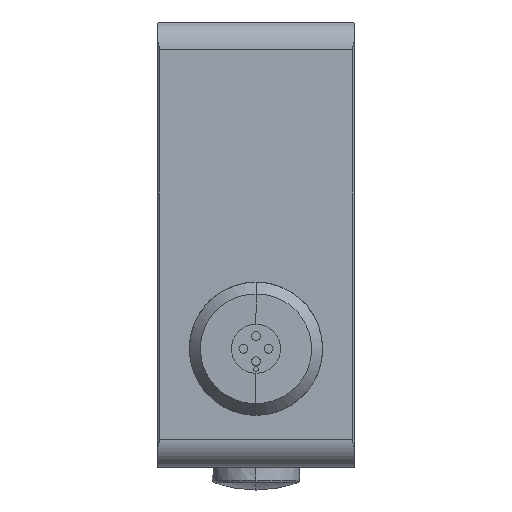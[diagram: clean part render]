
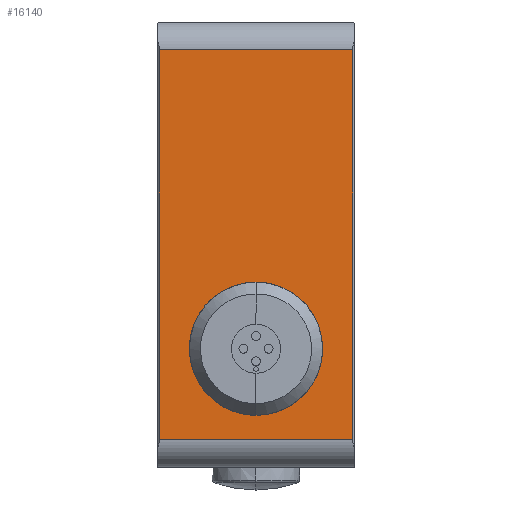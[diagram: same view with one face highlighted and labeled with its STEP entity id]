
A CAD part, left-side view. The second image highlights one B-rep face of the part: STEP entity #16140.
In plain terms, the highlighted planar face has unit normal (-1, 0, 0).
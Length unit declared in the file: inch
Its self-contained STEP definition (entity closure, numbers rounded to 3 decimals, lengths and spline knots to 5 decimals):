
#50 = VERTEX_POINT ( 'NONE', #21642 ) ;
#86 = ORIENTED_EDGE ( 'NONE', *, *, #22357, .F. ) ;
#437 = AXIS2_PLACEMENT_3D ( 'NONE', #17753, #17997, #19502 ) ;
#569 = ORIENTED_EDGE ( 'NONE', *, *, #5646, .F. ) ;
#619 = DIRECTION ( 'NONE',  ( 1., 0., 0. ) ) ;
#675 = CARTESIAN_POINT ( 'NONE',  ( 0., -0.32685, 0.14094 ) ) ;
#772 = VERTEX_POINT ( 'NONE', #5622 ) ;
#786 = CARTESIAN_POINT ( 'NONE',  ( 0., 0.0325, 0.62541 ) ) ;
#846 = AXIS2_PLACEMENT_3D ( 'NONE', #21848, #11855, #8288 ) ;
#914 = VERTEX_POINT ( 'NONE', #5560 ) ;
#1108 = VERTEX_POINT ( 'NONE', #15662 ) ;
#1657 = LINE ( 'NONE', #3758, #12511 ) ;
#1719 = ORIENTED_EDGE ( 'NONE', *, *, #22380, .F. ) ;
#1952 = CARTESIAN_POINT ( 'NONE',  ( 0., 0.0525, 0.26897 ) ) ;
#2130 = ORIENTED_EDGE ( 'NONE', *, *, #19113, .F. ) ;
#2234 = LINE ( 'NONE', #22704, #13358 ) ;
#2949 = LINE ( 'NONE', #16044, #23304 ) ;
#3325 = EDGE_CURVE ( 'NONE', #10648, #21695, #14870, .T. ) ;
#3527 = CARTESIAN_POINT ( 'NONE',  ( 0., 0.03609, 0.64508 ) ) ;
#3758 = CARTESIAN_POINT ( 'NONE',  ( 0., -0.32685, 6.89544 ) ) ;
#4239 = DIRECTION ( 'NONE',  ( 0., 0., 1. ) ) ;
#4302 = FACE_BOUND ( 'NONE', #16819, .T. ) ;
#4381 = EDGE_CURVE ( 'NONE', #12995, #772, #19758, .T. ) ;
#4487 = DIRECTION ( 'NONE',  ( -1., 0., 0. ) ) ;
#4526 = AXIS2_PLACEMENT_3D ( 'NONE', #13763, #15721, #16096 ) ;
#5140 = DIRECTION ( 'NONE',  ( 0., 0., 1. ) ) ;
#5500 = VERTEX_POINT ( 'NONE', #9982 ) ;
#5560 = CARTESIAN_POINT ( 'NONE',  ( 0., -0.03609, 0.64508 ) ) ;
#5622 = CARTESIAN_POINT ( 'NONE',  ( 0., 0.0525, 0.2934 ) ) ;
#5646 = EDGE_CURVE ( 'NONE', #9289, #12995, #8087, .T. ) ;
#5749 = CIRCLE ( 'NONE', #6568, 0.1625 ) ;
#5824 = VERTEX_POINT ( 'NONE', #18956 ) ;
#5848 = VERTEX_POINT ( 'NONE', #675 ) ;
#5968 = DIRECTION ( 'NONE',  ( 0., 0., -1. ) ) ;
#6175 = AXIS2_PLACEMENT_3D ( 'NONE', #786, #4487, #15828 ) ;
#6215 = DIRECTION ( 'NONE',  ( 0., 0., -1. ) ) ;
#6568 = AXIS2_PLACEMENT_3D ( 'NONE', #8975, #7003, #5140 ) ;
#6570 = ORIENTED_EDGE ( 'NONE', *, *, #11802, .F. ) ;
#6639 = ORIENTED_EDGE ( 'NONE', *, *, #18416, .F. ) ;
#6675 = EDGE_CURVE ( 'NONE', #1108, #14493, #2234, .T. ) ;
#7003 = DIRECTION ( 'NONE',  ( -1., 0., 0. ) ) ;
#7405 = EDGE_CURVE ( 'NONE', #5848, #1108, #1657, .T. ) ;
#7705 = CARTESIAN_POINT ( 'NONE',  ( 0., 0.0525, 0.60097 ) ) ;
#8087 = LINE ( 'NONE', #9954, #14539 ) ;
#8288 = DIRECTION ( 'NONE',  ( 0., 0., -1. ) ) ;
#8367 = VECTOR ( 'NONE', #20468, 39.37008 ) ;
#8680 = LINE ( 'NONE', #12365, #15358 ) ;
#8975 = CARTESIAN_POINT ( 'NONE',  ( 0., 0., 0.44719 ) ) ;
#9289 = VERTEX_POINT ( 'NONE', #11628 ) ;
#9325 = CARTESIAN_POINT ( 'NONE',  ( 0., 0.0525, 0.26897 ) ) ;
#9501 = ORIENTED_EDGE ( 'NONE', *, *, #3325, .F. ) ;
#9510 = CARTESIAN_POINT ( 'NONE',  ( 0., 0.32685, 1.45684 ) ) ;
#9519 = AXIS2_PLACEMENT_3D ( 'NONE', #21033, #11413, #6215 ) ;
#9591 = CIRCLE ( 'NONE', #15457, 0.20116 ) ;
#9631 = CARTESIAN_POINT ( 'NONE',  ( 0., -0.0525, 0.62541 ) ) ;
#9954 = CARTESIAN_POINT ( 'NONE',  ( 0., 0.0525, 0.26897 ) ) ;
#9982 = CARTESIAN_POINT ( 'NONE',  ( 0., -0.03609, 0.24929 ) ) ;
#10223 = DIRECTION ( 'NONE',  ( -1., 0., 0. ) ) ;
#10263 = VECTOR ( 'NONE', #5968, 39.37008 ) ;
#10317 = CIRCLE ( 'NONE', #9519, 0.02 ) ;
#10648 = VERTEX_POINT ( 'NONE', #19034 ) ;
#10797 = ORIENTED_EDGE ( 'NONE', *, *, #7405, .T. ) ;
#11186 = LINE ( 'NONE', #9325, #10263 ) ;
#11254 = EDGE_CURVE ( 'NONE', #50, #5500, #19930, .T. ) ;
#11306 = CARTESIAN_POINT ( 'NONE',  ( 0., 0., 0.44719 ) ) ;
#11413 = DIRECTION ( 'NONE',  ( -1., 0., 0. ) ) ;
#11484 = DIRECTION ( 'NONE',  ( 0., 0., -1. ) ) ;
#11628 = CARTESIAN_POINT ( 'NONE',  ( 0., 0.0525, 0.62541 ) ) ;
#11802 = EDGE_CURVE ( 'NONE', #20483, #10648, #5749, .T. ) ;
#11855 = DIRECTION ( 'NONE',  ( -1., 0., 0. ) ) ;
#11907 = ORIENTED_EDGE ( 'NONE', *, *, #21926, .F. ) ;
#12347 = ORIENTED_EDGE ( 'NONE', *, *, #4381, .F. ) ;
#12365 = CARTESIAN_POINT ( 'NONE',  ( 0., 0.33185, 0.14094 ) ) ;
#12511 = VECTOR ( 'NONE', #4239, 39.37008 ) ;
#12812 = ORIENTED_EDGE ( 'NONE', *, *, #11254, .F. ) ;
#12915 = LINE ( 'NONE', #18372, #8367 ) ;
#12995 = VERTEX_POINT ( 'NONE', #7705 ) ;
#13256 = CARTESIAN_POINT ( 'NONE',  ( 0., -0.0525, 0.26897 ) ) ;
#13358 = VECTOR ( 'NONE', #23201, 39.37008 ) ;
#13493 = ORIENTED_EDGE ( 'NONE', *, *, #17493, .T. ) ;
#13763 = CARTESIAN_POINT ( 'NONE',  ( 0., 0., 0.44719 ) ) ;
#13856 = CIRCLE ( 'NONE', #846, 0.02 ) ;
#14493 = VERTEX_POINT ( 'NONE', #9510 ) ;
#14539 = VECTOR ( 'NONE', #22999, 39.37008 ) ;
#14833 = CIRCLE ( 'NONE', #6175, 0.02 ) ;
#14870 = LINE ( 'NONE', #13256, #20277 ) ;
#15358 = VECTOR ( 'NONE', #23858, 39.37008 ) ;
#15380 = AXIS2_PLACEMENT_3D ( 'NONE', #15652, #619, #11484 ) ;
#15457 = AXIS2_PLACEMENT_3D ( 'NONE', #11306, #17204, #16706 ) ;
#15652 = CARTESIAN_POINT ( 'NONE',  ( 0., 0.33185, 6.89544 ) ) ;
#15662 = CARTESIAN_POINT ( 'NONE',  ( 0., -0.32685, 1.45684 ) ) ;
#15721 = DIRECTION ( 'NONE',  ( -1., 0., 0. ) ) ;
#15828 = DIRECTION ( 'NONE',  ( 0., 0., -1. ) ) ;
#16044 = CARTESIAN_POINT ( 'NONE',  ( 0., -0.0525, 0.26897 ) ) ;
#16096 = DIRECTION ( 'NONE',  ( 0., 0., 1. ) ) ;
#16140 = ADVANCED_FACE ( 'NONE', ( #4302, #17033 ), #20988, .F. ) ;
#16318 = CARTESIAN_POINT ( 'NONE',  ( 0., -0.0525, 0.26897 ) ) ;
#16674 = AXIS2_PLACEMENT_3D ( 'NONE', #19854, #10223, #20094 ) ;
#16706 = DIRECTION ( 'NONE',  ( 0., 0., 1. ) ) ;
#16819 = EDGE_LOOP ( 'NONE', ( #6570, #1719, #11907, #12812, #6639, #18303, #12347, #569, #19081, #2130, #86, #9501 ) ) ;
#17033 = FACE_OUTER_BOUND ( 'NONE', #18204, .T. ) ;
#17204 = DIRECTION ( 'NONE',  ( -1., 0., 0. ) ) ;
#17465 = ORIENTED_EDGE ( 'NONE', *, *, #6675, .T. ) ;
#17493 = EDGE_CURVE ( 'NONE', #14493, #5824, #12915, .T. ) ;
#17753 = CARTESIAN_POINT ( 'NONE',  ( 0., 0., 0.44719 ) ) ;
#17997 = DIRECTION ( 'NONE',  ( -1., 0., 0. ) ) ;
#18204 = EDGE_LOOP ( 'NONE', ( #23096, #10797, #17465, #13493 ) ) ;
#18303 = ORIENTED_EDGE ( 'NONE', *, *, #23877, .F. ) ;
#18372 = CARTESIAN_POINT ( 'NONE',  ( 0., 0.32685, 6.89544 ) ) ;
#18416 = EDGE_CURVE ( 'NONE', #23534, #50, #18674, .T. ) ;
#18674 = CIRCLE ( 'NONE', #16674, 0.02 ) ;
#18956 = CARTESIAN_POINT ( 'NONE',  ( 0., 0.32685, 0.14094 ) ) ;
#19034 = CARTESIAN_POINT ( 'NONE',  ( 0., -0.0525, 0.60097 ) ) ;
#19081 = ORIENTED_EDGE ( 'NONE', *, *, #19921, .F. ) ;
#19113 = EDGE_CURVE ( 'NONE', #914, #23635, #9591, .T. ) ;
#19502 = DIRECTION ( 'NONE',  ( 0., 0., 1. ) ) ;
#19758 = CIRCLE ( 'NONE', #437, 0.1625 ) ;
#19772 = DIRECTION ( 'NONE',  ( 0., 0., 1. ) ) ;
#19854 = CARTESIAN_POINT ( 'NONE',  ( 0., 0.0325, 0.26897 ) ) ;
#19921 = EDGE_CURVE ( 'NONE', #23635, #9289, #14833, .T. ) ;
#19930 = CIRCLE ( 'NONE', #4526, 0.20116 ) ;
#20094 = DIRECTION ( 'NONE',  ( 0., 0., -1. ) ) ;
#20277 = VECTOR ( 'NONE', #22376, 39.37008 ) ;
#20468 = DIRECTION ( 'NONE',  ( 0., 0., -1. ) ) ;
#20483 = VERTEX_POINT ( 'NONE', #21565 ) ;
#20988 = PLANE ( 'NONE',  #15380 ) ;
#21033 = CARTESIAN_POINT ( 'NONE',  ( 0., -0.0325, 0.26897 ) ) ;
#21565 = CARTESIAN_POINT ( 'NONE',  ( 0., -0.0525, 0.2934 ) ) ;
#21642 = CARTESIAN_POINT ( 'NONE',  ( 0., 0.03609, 0.24929 ) ) ;
#21695 = VERTEX_POINT ( 'NONE', #9631 ) ;
#21848 = CARTESIAN_POINT ( 'NONE',  ( 0., -0.0325, 0.62541 ) ) ;
#21926 = EDGE_CURVE ( 'NONE', #5500, #24023, #10317, .T. ) ;
#22357 = EDGE_CURVE ( 'NONE', #21695, #914, #13856, .T. ) ;
#22376 = DIRECTION ( 'NONE',  ( 0., 0., 1. ) ) ;
#22380 = EDGE_CURVE ( 'NONE', #24023, #20483, #2949, .T. ) ;
#22704 = CARTESIAN_POINT ( 'NONE',  ( 0., 0.33185, 1.45684 ) ) ;
#22999 = DIRECTION ( 'NONE',  ( 0., 0., -1. ) ) ;
#23096 = ORIENTED_EDGE ( 'NONE', *, *, #24009, .T. ) ;
#23201 = DIRECTION ( 'NONE',  ( 0., 1., 0. ) ) ;
#23304 = VECTOR ( 'NONE', #19772, 39.37008 ) ;
#23534 = VERTEX_POINT ( 'NONE', #1952 ) ;
#23635 = VERTEX_POINT ( 'NONE', #3527 ) ;
#23858 = DIRECTION ( 'NONE',  ( 0., -1., 0. ) ) ;
#23877 = EDGE_CURVE ( 'NONE', #772, #23534, #11186, .T. ) ;
#24009 = EDGE_CURVE ( 'NONE', #5824, #5848, #8680, .T. ) ;
#24023 = VERTEX_POINT ( 'NONE', #16318 ) ;
